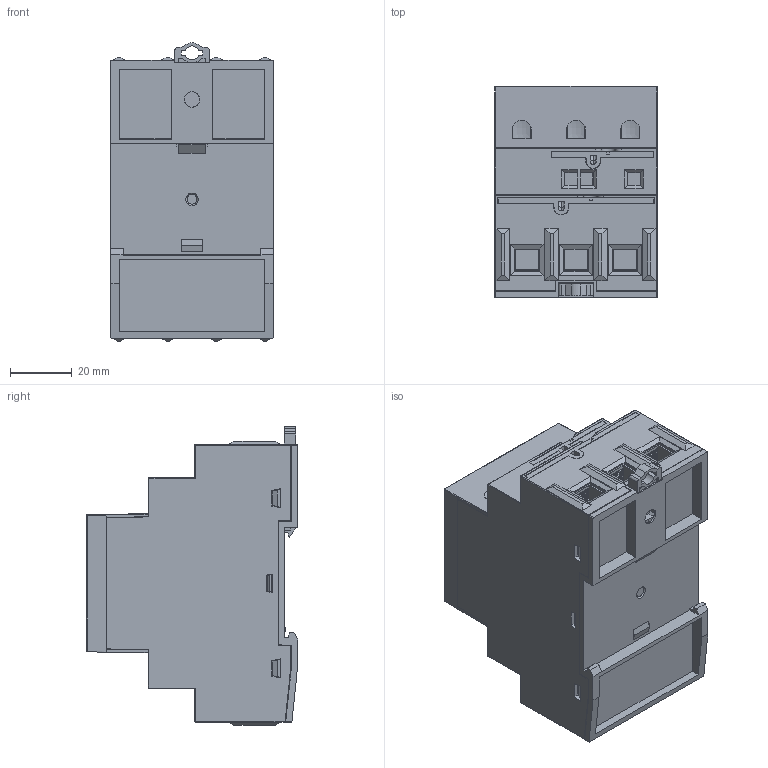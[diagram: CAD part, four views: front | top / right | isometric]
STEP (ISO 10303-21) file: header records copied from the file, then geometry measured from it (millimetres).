
FILE_DESCRIPTION((''),'2;1');
FILE_NAME('3MEM80_ASM','2024-05-10T12:33:54',('klemen.sitar'),('Audax d.o.o.'),'CREO PARAMETRIC BY PTC INC, 2021304','CREO PARAMETRIC BY PTC INC, 2021304','');
FILE_SCHEMA(('AP242_MANAGED_MODEL_BASED_3D_ENGINEERING_MIM_LF { 1 0 10303 442 1 1 4 }'));
Products named in the file (36): POTISKAVA_VHOD_IE; 022602128_SEAL_COVER_IE_2M_ISKR; 022602127_SEAL_COVER_IE_3M_ISKR; 022602129_BOTTOM_IE_3M_V2; 022602049_IR_WINDOW_IE; 022602119_LIGHTGUIDE_IE_3M_ISKR; BOSS-EXTRUDE4; FILLET2; SPLIT_LINE2; BOSS-EXTRUDE11; MOVE_FACE3; SPLIT_LINE5; LCD_4M_FPC_623005243_LCD_DISPLA_ASM; 623005243_LCD_DISPLAY_IE_3M_KRI_ASM; POTISKAVA_KOM_IE_MD; 022602134_PRESS_WIRE_80A; 022602133_CAGE_80A_9497_-_D4205; SURFACE-KNIT3; SURFACE-KNIT1; SURFACE-KNIT4; SURFACE-KNIT2; DELETEFACE2; 022602135_SCREW_M5_ASM; 022602132_CAGE_CLAMP_80A_IMAX_8_ASM; 022602126_CAGE_CLAMP_CASING_IE_; CAGE_CLAMP_ASSEMBLY_80A_ASM; POP_PROC_IE38_3M_ASM; 022602131_COPPER_CONTACT_IE_3M_; POP_VHODNA_IE38_3M_MD_MW_ASM; POTISKAVA_STRANSKA_IE_MD; 022602048_LOCKER_IE_ISKRA; CASING_IE_3M_5P; TRANSPARENT_COVER_IE_3M_ISKRA; PRT0002; PRT0003; 3MEM80_ASM
Assembly tree (43 placements, depth 5):
  3MEM80_ASM
    POTISKAVA_VHOD_IE
    022602128_SEAL_COVER_IE_2M_ISKR  x2
    022602127_SEAL_COVER_IE_3M_ISKR  x2
    022602129_BOTTOM_IE_3M_V2
    022602049_IR_WINDOW_IE
    022602119_LIGHTGUIDE_IE_3M_ISKR
    623005243_LCD_DISPLAY_IE_3M_KRI_ASM
      LCD_4M_FPC_623005243_LCD_DISPLA_ASM
        BOSS-EXTRUDE4
        FILLET2
        SPLIT_LINE2
        BOSS-EXTRUDE11
        MOVE_FACE3
        SPLIT_LINE5
    POTISKAVA_KOM_IE_MD
    CAGE_CLAMP_ASSEMBLY_80A_ASM  x2
      022602132_CAGE_CLAMP_80A_IMAX_8_ASM
        022602134_PRESS_WIRE_80A
        022602133_CAGE_80A_9497_-_D4205
        022602135_SCREW_M5_ASM
          SURFACE-KNIT3
          SURFACE-KNIT1
          SURFACE-KNIT4
          SURFACE-KNIT2
          DELETEFACE2
      022602126_CAGE_CLAMP_CASING_IE_
    POP_PROC_IE38_3M_ASM
      623005243_LCD_DISPLAY_IE_3M_KRI_ASM
        LCD_4M_FPC_623005243_LCD_DISPLA_ASM
          BOSS-EXTRUDE4
          FILLET2
          SPLIT_LINE2
          BOSS-EXTRUDE11
          MOVE_FACE3
          SPLIT_LINE5
    POP_VHODNA_IE38_3M_MD_MW_ASM
      022602131_COPPER_CONTACT_IE_3M_  x3
    POTISKAVA_STRANSKA_IE_MD
    022602048_LOCKER_IE_ISKRA
    CASING_IE_3M_5P
    TRANSPARENT_COVER_IE_3M_ISKRA
    PRT0002
    PRT0003
Bounding box: 52.52 x 68.2 x 96.4 mm (x, y, z)
Volume: 65996.7 mm3; surface area: 132587.4 mm2
Topology: 71 solids, 76 shells, 4302 faces, 11423 edges, 7260 vertices
Faces by surface type: plane 3303, cylinder 607, cone 118, torus 108, bspline 92, sphere 70, extrusion 4
Entity records: 152008 total; most frequent: CARTESIAN_POINT 61724, ORIENTED_EDGE 11723, DIRECTION 10554, PRESENTATION_STYLE_ASSIGNMENT 8012, STYLED_ITEM 8008, CURVE_STYLE 5959, EDGE_CURVE 5922, VECTOR 4816
